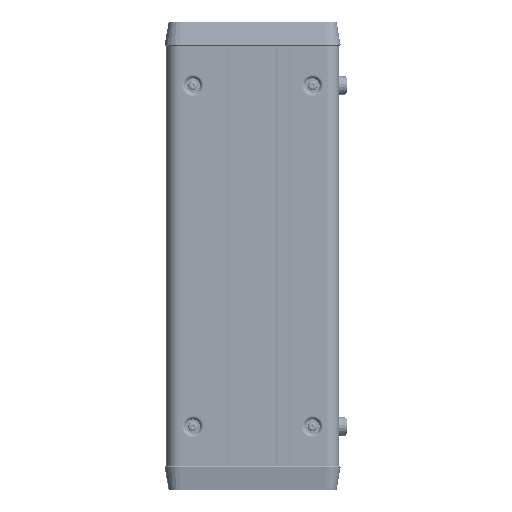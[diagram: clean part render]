
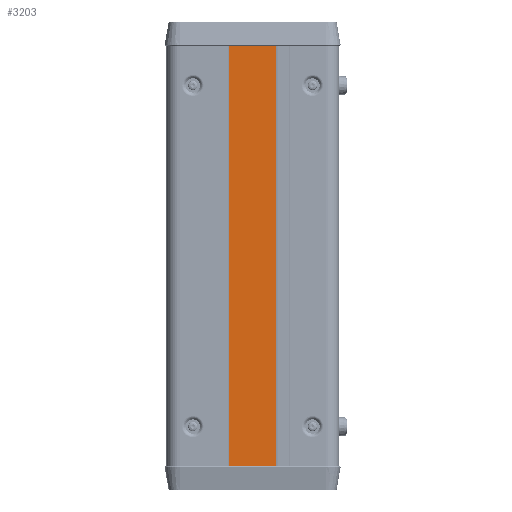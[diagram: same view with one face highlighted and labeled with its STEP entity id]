
A CAD part, left-side view. The second image highlights one B-rep face of the part: STEP entity #3203.
In plain terms, the highlighted planar face has unit normal (-1, 0, 0).
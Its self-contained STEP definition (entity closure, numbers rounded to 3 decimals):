
#3203=ADVANCED_FACE('NONE',(#12612),#12613,.F.);
#12612=FACE_OUTER_BOUND('',#28858,.T.);
#12613=PLANE('',#28859);
#28858=EDGE_LOOP('',(#95700,#95701,#95702,#95703));
#28859=AXIS2_PLACEMENT_3D('',#95704,#95705,#95706);
#95700=ORIENTED_EDGE('',*,*,#136708,.T.);
#95701=ORIENTED_EDGE('',*,*,#137125,.T.);
#95702=ORIENTED_EDGE('',*,*,#136132,.F.);
#95703=ORIENTED_EDGE('',*,*,#137126,.T.);
#95704=CARTESIAN_POINT('',(-111.22,0.,0.0));
#95705=DIRECTION('',(1.0,0.,0.));
#95706=DIRECTION('',(0.,0.,1.0));
#136132=EDGE_CURVE('NONE',#157781,#157783,#157784,.T.);
#136708=EDGE_CURVE('NONE',#158915,#158913,#158916,.T.);
#137125=EDGE_CURVE('NONE',#158913,#157783,#159645,.T.);
#137126=EDGE_CURVE('NONE',#157781,#158915,#159646,.T.);
#157781=VERTEX_POINT('NONE',#197972);
#157783=VERTEX_POINT('NONE',#197974);
#157784=LINE('',#197975,#197976);
#158913=VERTEX_POINT('NONE',#199570);
#158915=VERTEX_POINT('NONE',#199572);
#158916=LINE('',#199573,#199574);
#159645=LINE('',#200514,#200515);
#159646=LINE('',#200516,#200517);
#197972=CARTESIAN_POINT('',(-111.22,19.85,0.0));
#197974=CARTESIAN_POINT('',(-111.22,-19.85,0.0));
#197975=CARTESIAN_POINT('',(-111.22,0.,0.0));
#197976=VECTOR('',#253224,1000.0);
#199570=CARTESIAN_POINT('',(-111.22,-19.85,-351.0));
#199572=CARTESIAN_POINT('',(-111.22,19.85,-351.0));
#199573=CARTESIAN_POINT('',(-111.22,0.,-351.0));
#199574=VECTOR('',#254020,1000.0);
#200514=CARTESIAN_POINT('',(-111.22,-19.85,0.0));
#200515=VECTOR('',#254847,1000.0);
#200516=CARTESIAN_POINT('',(-111.22,19.85,-351.0));
#200517=VECTOR('',#254848,1000.0);
#253224=DIRECTION('',(0.,-1.0,0.));
#254020=DIRECTION('',(0.,-1.0,0.));
#254847=DIRECTION('',(0.,0.,1.0));
#254848=DIRECTION('',(0.,0.,-1.0));
